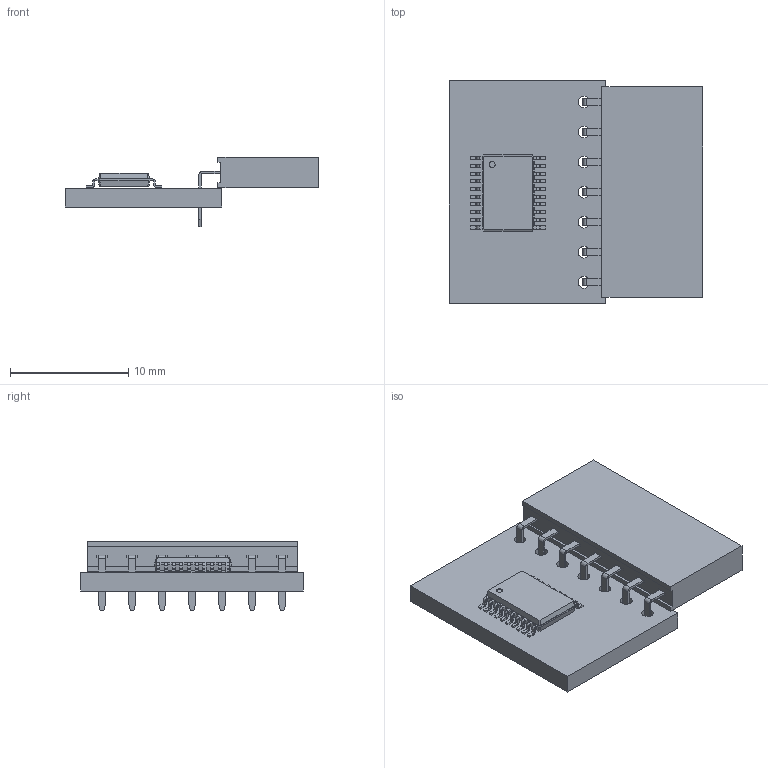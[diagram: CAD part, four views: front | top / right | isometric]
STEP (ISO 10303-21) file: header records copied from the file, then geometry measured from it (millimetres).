
FILE_DESCRIPTION(('KiCad electronic assembly'),'2;1');
FILE_NAME('stm32.stp','2018-05-01T22:21:52',('An Author'),('A Company'), 'Open CASCADE STEP processor 6.9','KiCad to STEP converter','Unknown' );
FILE_SCHEMA(('AUTOMOTIVE_DESIGN { 1 0 10303 214 1 1 1 1 }'));
Length unit declared in the file: millimetre
Products named in the file (6): Open CASCADE STEP translator 6.9 1; TSSOP-20_4.4x6.5mm_P0.65mm; SOLID; PinSocket_1x07_P2.54mm_Horizontal; COMPOUND
Assembly tree (5 placements, depth 3):
  Open CASCADE STEP translator 6.9 1
    TSSOP-20_4.4x6.5mm_P0.65mm
      SOLID
    PinSocket_1x07_P2.54mm_Horizontal
      SOLID
    COMPOUND
Bounding box: 21.41 x 18.8 x 5.84 mm (x, y, z)
Volume: 783.6 mm3; surface area: 1369.8 mm2
Topology: 3 solids, 3 shells, 604 faces, 1596 edges, 1020 vertices
Faces by surface type: plane 458, cylinder 102, bspline 44
Full cylindrical faces by diameter (mm): 0.5 x1, 1 x7
Entity records: 43493 total; most frequent: CARTESIAN_POINT 7246, DIRECTION 5898, LINE 4248, VECTOR 4248, ORIENTED_EDGE 3192, PCURVE 3192, DEFINITIONAL_REPRESENTATION 3192, EDGE_CURVE 1596
